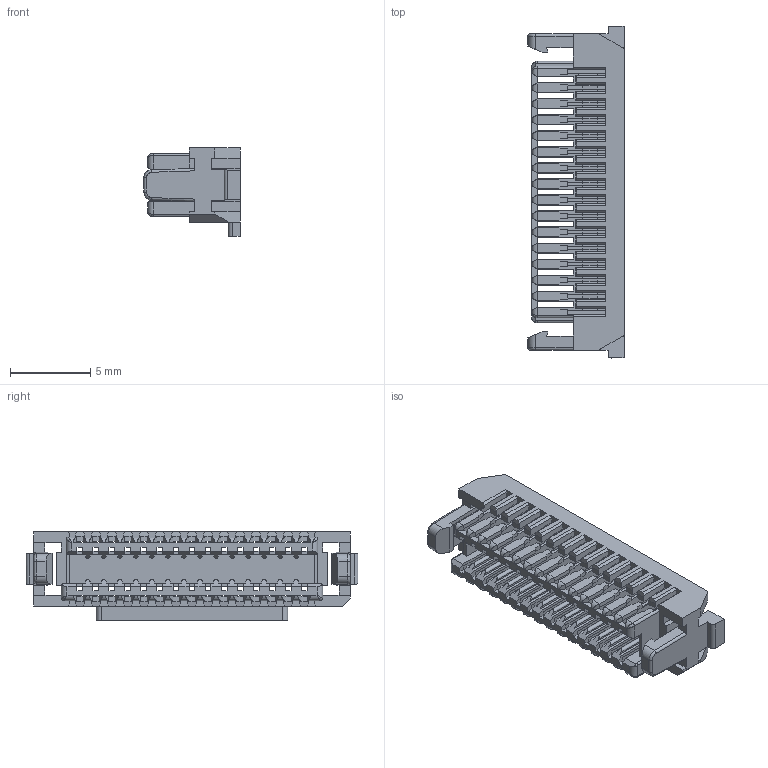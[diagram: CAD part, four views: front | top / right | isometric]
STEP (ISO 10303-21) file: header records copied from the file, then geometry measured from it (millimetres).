
FILE_DESCRIPTION (( 'STEP AP214' ), '1' );
FILE_NAME ('FHG10008-D30M2WHB.STEP', '2025-11-21T02:45:43', ( '' ), ( '' ), 'SwSTEP 2.0', 'SolidWorks 2021', '' );
FILE_SCHEMA (( 'AUTOMOTIVE_DESIGN' ));
Length unit declared in the file: millimetre
Products named in the file (1): FHG10008-D30M2WHB
Bounding box: 6 x 20.71 x 5.51 mm (x, y, z)
Volume: 211.6 mm3; surface area: 1178.9 mm2
Topology: 1 solids, 1 shells, 1415 faces, 4190 edges, 2684 vertices
Faces by surface type: plane 1321, cylinder 84, torus 6, bspline 4
Entity records: 46914 total; most frequent: CARTESIAN_POINT 9364, ORIENTED_EDGE 8380, DIRECTION 6966, EDGE_CURVE 4190, VECTOR 4010, LINE 4010, VERTEX_POINT 2684, AXIS2_PLACEMENT_3D 1478
